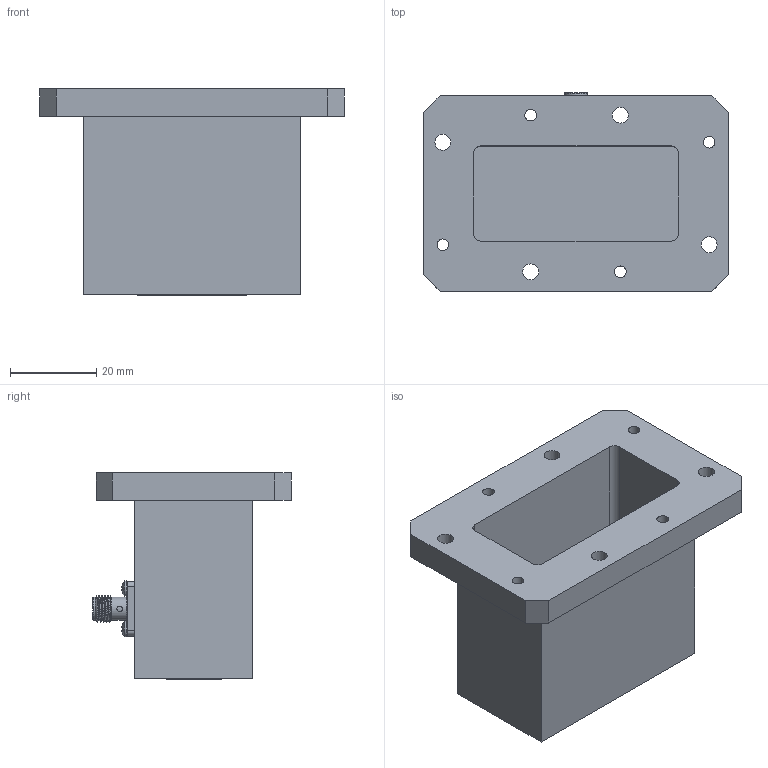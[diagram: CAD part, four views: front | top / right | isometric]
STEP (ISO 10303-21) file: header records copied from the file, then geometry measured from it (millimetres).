
FILE_DESCRIPTION (( 'STEP AP203' ), '1' );
FILE_NAME ('PE9832_3D.step', '2021-02-19T00:49:17', ( '' ), ( '' ), 'SwSTEP 2.0', 'SolidWorks 2018', '' );
FILE_SCHEMA (( 'CONFIG_CONTROL_DESIGN' ));
Length unit declared in the file: inch
Products named in the file (1): PE9832_3D
Bounding box: 70.64 x 45.99 x 47.8 mm (x, y, z)
Volume: 30097.1 mm3; surface area: 21199.5 mm2
Topology: 1 solids, 5 shells, 323 faces, 1157 edges, 907 vertices
Faces by surface type: plane 160, cylinder 106, cone 29, bspline 27, torus 1
Full cylindrical faces by diameter (mm): 1.016 x1, 1.524 x20, 2.705 x4, 3.616 x4, 3.683 x4, 4.597 x1, 5.359 x2
Entity records: 17821 total; most frequent: CARTESIAN_POINT 9276, ORIENTED_EDGE 2076, DIRECTION 1266, EDGE_CURVE 1038, VERTEX_POINT 842, LINE 456, VECTOR 456, EDGE_LOOP 416
